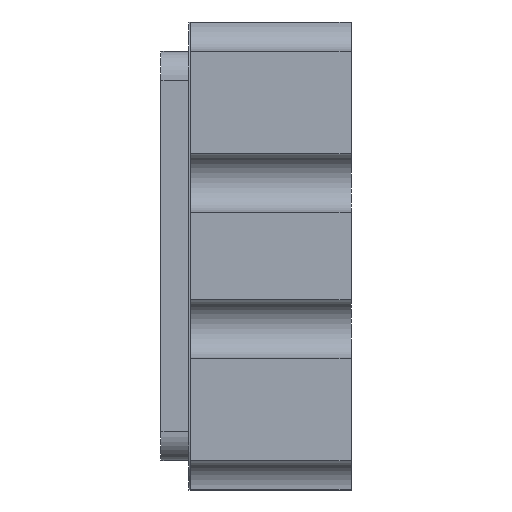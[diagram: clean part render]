
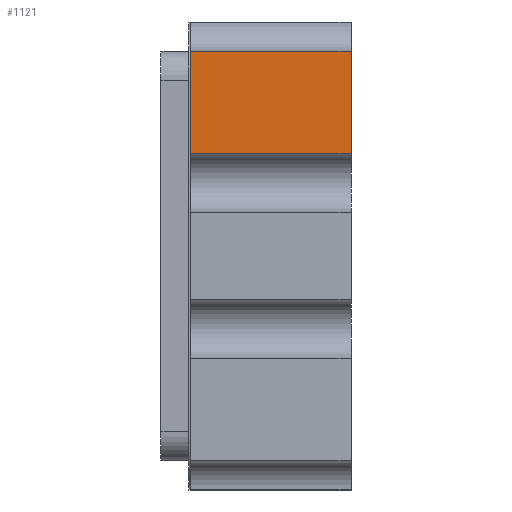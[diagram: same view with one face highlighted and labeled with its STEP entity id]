
A CAD part, left-side view. The second image highlights one B-rep face of the part: STEP entity #1121.
In plain terms, the highlighted planar face has unit normal (-1, 0, 0).
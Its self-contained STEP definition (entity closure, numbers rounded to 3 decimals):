
#480 = ORIENTED_EDGE ( 'NONE', *, *, #3168, .T. ) ;
#506 = DIRECTION ( 'NONE',  ( 0., 0., 1. ) ) ;
#723 = FACE_OUTER_BOUND ( 'NONE', #2619, .T. ) ;
#750 = LINE ( 'NONE', #3577, #4429 ) ;
#1121 = ADVANCED_FACE ( 'NONE', ( #723 ), #2281, .F. ) ;
#1206 = VECTOR ( 'NONE', #2625, 1000. ) ;
#1272 = LINE ( 'NONE', #1931, #2998 ) ;
#1289 = CARTESIAN_POINT ( 'NONE',  ( -2.5, 1.1, 0.7 ) ) ;
#1345 = VERTEX_POINT ( 'NONE', #4342 ) ;
#1504 = CARTESIAN_POINT ( 'NONE',  ( -2.5, 1.1, 1.6 ) ) ;
#1692 = LINE ( 'NONE', #1289, #1206 ) ;
#1736 = ORIENTED_EDGE ( 'NONE', *, *, #3379, .T. ) ;
#1873 = EDGE_CURVE ( 'NONE', #3089, #1345, #2433, .T. ) ;
#1931 = CARTESIAN_POINT ( 'NONE',  ( -2.5, 1.1, 1.4 ) ) ;
#1953 = ORIENTED_EDGE ( 'NONE', *, *, #2165, .T. ) ;
#1985 = VERTEX_POINT ( 'NONE', #3282 ) ;
#2165 = EDGE_CURVE ( 'NONE', #3089, #2543, #1692, .T. ) ;
#2281 = PLANE ( 'NONE',  #2551 ) ;
#2297 = CARTESIAN_POINT ( 'NONE',  ( -2.5, 1.1, 1.6 ) ) ;
#2433 = LINE ( 'NONE', #1504, #2440 ) ;
#2440 = VECTOR ( 'NONE', #506, 1000. ) ;
#2543 = VERTEX_POINT ( 'NONE', #3546 ) ;
#2551 = AXIS2_PLACEMENT_3D ( 'NONE', #2297, #3304, #2621 ) ;
#2619 = EDGE_LOOP ( 'NONE', ( #3450, #1953, #480, #1736 ) ) ;
#2621 = DIRECTION ( 'NONE',  ( 0., 0., -1. ) ) ;
#2625 = DIRECTION ( 'NONE',  ( 0., -1., 0. ) ) ;
#2998 = VECTOR ( 'NONE', #4386, 1000. ) ;
#3089 = VERTEX_POINT ( 'NONE', #3551 ) ;
#3168 = EDGE_CURVE ( 'NONE', #2543, #1985, #750, .T. ) ;
#3282 = CARTESIAN_POINT ( 'NONE',  ( -2.5, 0., 1.4 ) ) ;
#3304 = DIRECTION ( 'NONE',  ( 1., 0., 0. ) ) ;
#3379 = EDGE_CURVE ( 'NONE', #1985, #1345, #1272, .T. ) ;
#3450 = ORIENTED_EDGE ( 'NONE', *, *, #1873, .F. ) ;
#3546 = CARTESIAN_POINT ( 'NONE',  ( -2.5, 0., 0.7 ) ) ;
#3551 = CARTESIAN_POINT ( 'NONE',  ( -2.5, 1.1, 0.7 ) ) ;
#3577 = CARTESIAN_POINT ( 'NONE',  ( -2.5, 0., 1.6 ) ) ;
#3641 = DIRECTION ( 'NONE',  ( 0., 0., 1. ) ) ;
#4342 = CARTESIAN_POINT ( 'NONE',  ( -2.5, 1.1, 1.4 ) ) ;
#4386 = DIRECTION ( 'NONE',  ( 0., 1., 0. ) ) ;
#4429 = VECTOR ( 'NONE', #3641, 1000. ) ;
